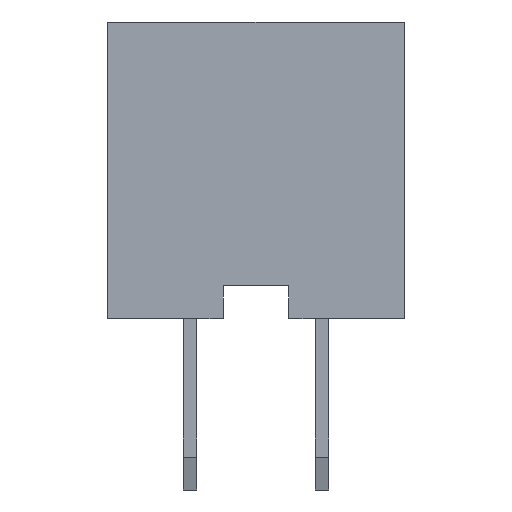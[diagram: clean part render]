
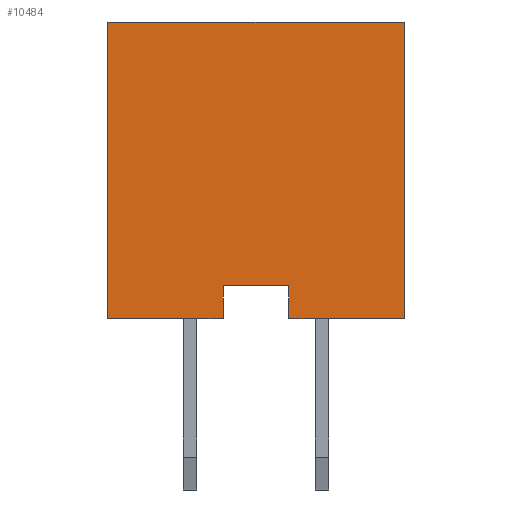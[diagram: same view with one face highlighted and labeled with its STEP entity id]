
A CAD part, left-side view. The second image highlights one B-rep face of the part: STEP entity #10484.
In plain terms, the highlighted planar face has unit normal (-1, 0, 0).
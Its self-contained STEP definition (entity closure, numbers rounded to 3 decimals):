
#470 = EDGE_CURVE ( 'NONE', #7567, #12718, #19920, .T. ) ;
#473 = DIRECTION ( 'NONE',  ( 0., 1., 0. ) ) ;
#596 = ORIENTED_EDGE ( 'NONE', *, *, #470, .T. ) ;
#631 = VECTOR ( 'NONE', #5907, 1000. ) ;
#2730 = CARTESIAN_POINT ( 'NONE',  ( -1., 2.25, 4.5 ) ) ;
#3220 = VECTOR ( 'NONE', #15496, 1000. ) ;
#3282 = DIRECTION ( 'NONE',  ( 0., -1., 0. ) ) ;
#3500 = ORIENTED_EDGE ( 'NONE', *, *, #12943, .F. ) ;
#3796 = ORIENTED_EDGE ( 'NONE', *, *, #19406, .T. ) ;
#4571 = CARTESIAN_POINT ( 'NONE',  ( -1., 0.5, 0. ) ) ;
#5424 = CARTESIAN_POINT ( 'NONE',  ( -1., -2.25, 0. ) ) ;
#5907 = DIRECTION ( 'NONE',  ( 0., 0., -1. ) ) ;
#6392 = EDGE_CURVE ( 'NONE', #7567, #19497, #19001, .T. ) ;
#6813 = CARTESIAN_POINT ( 'NONE',  ( -1., 2.25, 0. ) ) ;
#7336 = LINE ( 'NONE', #12817, #20658 ) ;
#7376 = CARTESIAN_POINT ( 'NONE',  ( -1., -2.25, 4.5 ) ) ;
#7377 = VECTOR ( 'NONE', #21969, 1000. ) ;
#7567 = VERTEX_POINT ( 'NONE', #19088 ) ;
#7697 = CARTESIAN_POINT ( 'NONE',  ( -1., -2.25, 4.5 ) ) ;
#7952 = VERTEX_POINT ( 'NONE', #4571 ) ;
#8019 = LINE ( 'NONE', #10280, #3220 ) ;
#8044 = DIRECTION ( 'NONE',  ( 0., 0., -1. ) ) ;
#8346 = ORIENTED_EDGE ( 'NONE', *, *, #12710, .T. ) ;
#8622 = VERTEX_POINT ( 'NONE', #2730 ) ;
#8687 = VECTOR ( 'NONE', #17028, 1000. ) ;
#9233 = LINE ( 'NONE', #7697, #631 ) ;
#9529 = PLANE ( 'NONE',  #11544 ) ;
#10280 = CARTESIAN_POINT ( 'NONE',  ( -1., -2.25, 0. ) ) ;
#10484 = ADVANCED_FACE ( 'NONE', ( #18539 ), #9529, .F. ) ;
#11346 = VECTOR ( 'NONE', #13562, 1000. ) ;
#11544 = AXIS2_PLACEMENT_3D ( 'NONE', #18650, #15224, #473 ) ;
#12205 = EDGE_CURVE ( 'NONE', #17234, #7952, #7336, .T. ) ;
#12487 = ORIENTED_EDGE ( 'NONE', *, *, #6392, .F. ) ;
#12710 = EDGE_CURVE ( 'NONE', #16650, #7952, #8019, .T. ) ;
#12718 = VERTEX_POINT ( 'NONE', #17138 ) ;
#12817 = CARTESIAN_POINT ( 'NONE',  ( -1., 0.5, 0.5 ) ) ;
#12821 = LINE ( 'NONE', #20154, #7377 ) ;
#12943 = EDGE_CURVE ( 'NONE', #14821, #12718, #9233, .T. ) ;
#13085 = VECTOR ( 'NONE', #23040, 1000. ) ;
#13562 = DIRECTION ( 'NONE',  ( 0., 0., 1. ) ) ;
#14821 = VERTEX_POINT ( 'NONE', #7376 ) ;
#15144 = CARTESIAN_POINT ( 'NONE',  ( -1., 0.5, 0.5 ) ) ;
#15176 = ORIENTED_EDGE ( 'NONE', *, *, #12205, .F. ) ;
#15224 = DIRECTION ( 'NONE',  ( 1., 0., 0. ) ) ;
#15496 = DIRECTION ( 'NONE',  ( 0., -1., 0. ) ) ;
#16400 = VECTOR ( 'NONE', #3282, 1000. ) ;
#16488 = EDGE_CURVE ( 'NONE', #19497, #17234, #16683, .T. ) ;
#16650 = VERTEX_POINT ( 'NONE', #6813 ) ;
#16683 = LINE ( 'NONE', #15144, #8687 ) ;
#16757 = ORIENTED_EDGE ( 'NONE', *, *, #19298, .F. ) ;
#17028 = DIRECTION ( 'NONE',  ( 0., 1., 0. ) ) ;
#17138 = CARTESIAN_POINT ( 'NONE',  ( -1., -2.25, 0. ) ) ;
#17234 = VERTEX_POINT ( 'NONE', #17641 ) ;
#17552 = CARTESIAN_POINT ( 'NONE',  ( -1., -2.25, 4.5 ) ) ;
#17641 = CARTESIAN_POINT ( 'NONE',  ( -1., 0.5, 0.5 ) ) ;
#18539 = FACE_OUTER_BOUND ( 'NONE', #21638, .T. ) ;
#18650 = CARTESIAN_POINT ( 'NONE',  ( -1., -2.25, 4.5 ) ) ;
#19001 = LINE ( 'NONE', #19236, #11346 ) ;
#19088 = CARTESIAN_POINT ( 'NONE',  ( -1., -0.5, 0. ) ) ;
#19236 = CARTESIAN_POINT ( 'NONE',  ( -1., -0.5, 0.5 ) ) ;
#19298 = EDGE_CURVE ( 'NONE', #8622, #14821, #21257, .T. ) ;
#19406 = EDGE_CURVE ( 'NONE', #8622, #16650, #12821, .T. ) ;
#19497 = VERTEX_POINT ( 'NONE', #20515 ) ;
#19920 = LINE ( 'NONE', #5424, #16400 ) ;
#20154 = CARTESIAN_POINT ( 'NONE',  ( -1., 2.25, 4.5 ) ) ;
#20515 = CARTESIAN_POINT ( 'NONE',  ( -1., -0.5, 0.5 ) ) ;
#20658 = VECTOR ( 'NONE', #8044, 1000. ) ;
#20853 = ORIENTED_EDGE ( 'NONE', *, *, #16488, .F. ) ;
#21257 = LINE ( 'NONE', #17552, #13085 ) ;
#21638 = EDGE_LOOP ( 'NONE', ( #8346, #15176, #20853, #12487, #596, #3500, #16757, #3796 ) ) ;
#21969 = DIRECTION ( 'NONE',  ( 0., 0., -1. ) ) ;
#23040 = DIRECTION ( 'NONE',  ( 0., -1., 0. ) ) ;
